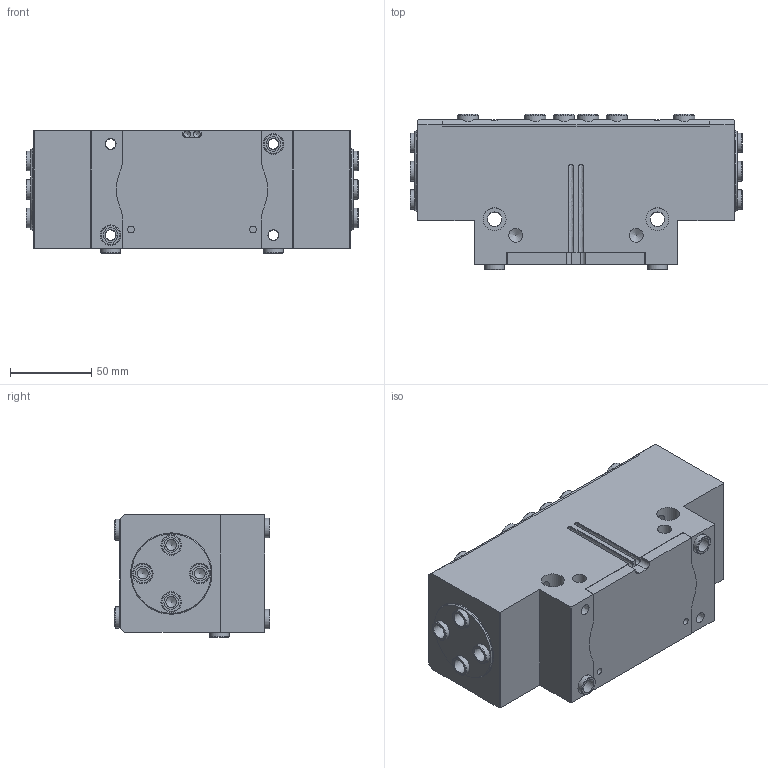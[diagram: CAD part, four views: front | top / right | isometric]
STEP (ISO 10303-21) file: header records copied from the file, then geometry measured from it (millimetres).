
FILE_DESCRIPTION((''),'2;1');
FILE_NAME('GSO 160.stp','2017-03-03T11:37:53',('BOLOGNESE'),(''),'Autodesk Inventor 2010','Autodesk Inventor 2010','');
FILE_SCHEMA(('AUTOMOTIVE_DESIGN { 1 0 10303 214 1 1 1 1 }'));
Length unit declared in the file: millimetre
Products named in the file (5): GSO 160; Corpo; Griffa; Fondello; Boccola 12
Assembly tree (16 placements, depth 2):
  GSO 160
    Corpo
    Griffa  x2
    Fondello
    Boccola 12  x12
Bounding box: 204 x 95.5 x 75.1 mm (x, y, z)
Volume: 1075081.8 mm3; surface area: 138701.5 mm2
Topology: 16 solids, 16 shells, 398 faces, 935 edges, 607 vertices
Faces by surface type: plane 149, bspline 132, cylinder 71, torus 24, cone 22
Full cylindrical faces by diameter (mm): 9 x14, 11 x4, 11.001 x4, 12 x14, 13 x6, 14 x8, 50 x3
Entity records: 9778 total; most frequent: CARTESIAN_POINT 2878, ORIENTED_EDGE 1260, DIRECTION 1238, EDGE_CURVE 630, EDGE_LOOP 468, VERTEX_POINT 466, VECTOR 418, LINE 418
